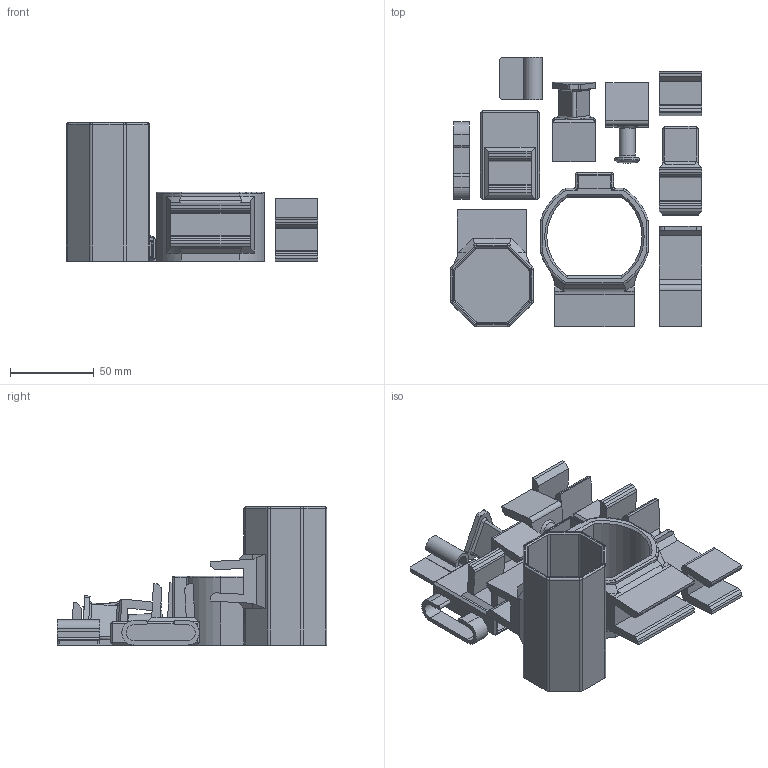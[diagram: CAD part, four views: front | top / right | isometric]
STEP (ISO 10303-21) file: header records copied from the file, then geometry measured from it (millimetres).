
FILE_DESCRIPTION(/* description */ (''),/* implementation_level */ '2;1');
FILE_NAME(/* name */ 'All v1.step',/* time_stamp */ '2024-10-25T23:50:34-04:00',/* author */ (''),/* organization */ (''),/* preprocessor_version */ 'ST-DEVELOPER v20',/* originating_system */ 'Autodesk Translation Framework v13.20.0.188',/* authorisation */ '');
FILE_SCHEMA (('AUTOMOTIVE_DESIGN { 1 0 10303 214 3 1 1 }'));
Length unit declared in the file: inch
Products named in the file (13): All; Arrange1; Envelope1(Qty: 1); Cable Clip v2; Table Clip BLANK v12; Table Clip for Cables v5; Table Clip for Drill v14; Table Clip for Headphones v2; Table Clip for Pens v11; Table Clip for Pliers v5; Table Clip for Triangle Shapes v6; Table Clip for Wire Stripper v4; Table Power Cable Hooks v3
Assembly tree (12 placements, depth 4):
  All
    Arrange1
      Envelope1(Qty: 1)
        Cable Clip v2
        Table Clip BLANK v12
        Table Clip for Cables v5
        Table Clip for Drill v14
        Table Clip for Headphones v2
        Table Clip for Pens v11
        Table Clip for Pliers v5
        Table Clip for Triangle Shapes v6
        Table Clip for Wire Stripper v4
        Table Power Cable Hooks v3
Bounding box: 150.06 x 161.31 x 82.55 mm (x, y, z)
Volume: 193834.9 mm3; surface area: 106376.7 mm2
Topology: 10 solids, 10 shells, 440 faces, 1111 edges, 697 vertices
Faces by surface type: plane 293, cylinder 108, cone 23, torus 12, bspline 4
Full cylindrical faces by diameter (mm): 9.525 x1, 14.605 x1
Entity records: 13540 total; most frequent: CARTESIAN_POINT 2518, DIRECTION 2254, ORIENTED_EDGE 2218, EDGE_CURVE 1109, LINE 830, VECTOR 830, AXIS2_PLACEMENT_3D 712, VERTEX_POINT 697
